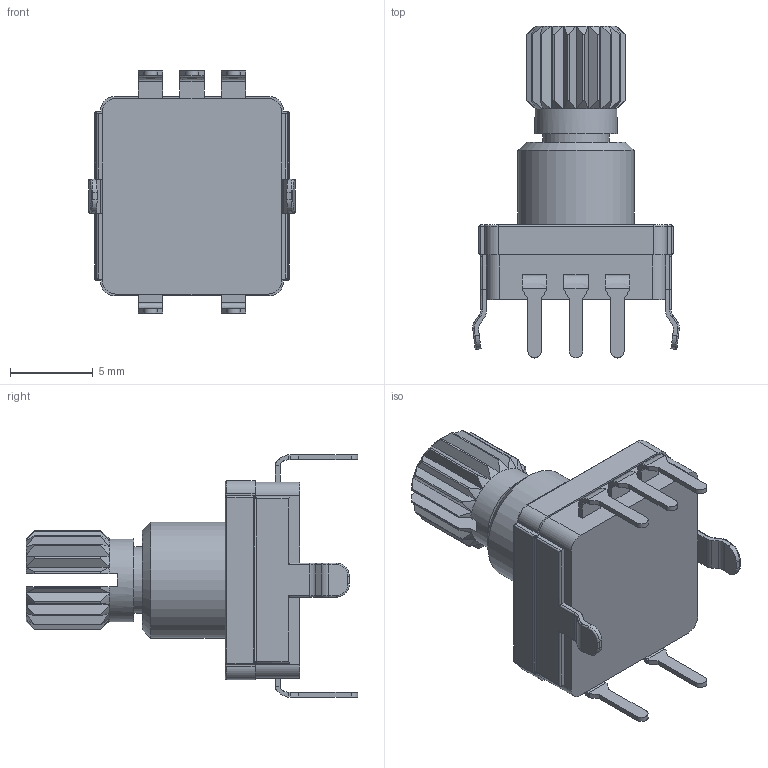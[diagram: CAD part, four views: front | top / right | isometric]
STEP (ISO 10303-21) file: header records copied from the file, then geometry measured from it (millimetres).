
FILE_DESCRIPTION(/* description */ (''),/* implementation_level */ '2;1');
FILE_NAME(/* name */ 'EC11E12-15P30C-SW.stp',/* time_stamp */ '2018-11-30T12:29:54+01:00',/* author */ ('zooley'),/* organization */ (''),/* preprocessor_version */ 'ST-DEVELOPER v15.6',/* originating_system */ 'Autodesk Inventor 2015',/* authorisation */ '');
FILE_SCHEMA (('AUTOMOTIVE_DESIGN { 1 0 10303 214 3 1 1 }'));
Length unit declared in the file: millimetre
Products named in the file (1): EC11E12-15P30C-SW
Bounding box: 12.47 x 20 x 14.6 mm (x, y, z)
Volume: 939.8 mm3; surface area: 917 mm2
Topology: 1 solids, 1 shells, 348 faces, 873 edges, 535 vertices
Faces by surface type: plane 173, cylinder 90, cone 41, torus 20, bspline 20, sphere 4
Full cylindrical faces by diameter (mm): 4 x1, 5 x1, 7 x1
Entity records: 10462 total; most frequent: CARTESIAN_POINT 2343, ORIENTED_EDGE 1736, DIRECTION 1658, EDGE_CURVE 868, AXIS2_PLACEMENT_3D 577, VERTEX_POINT 534, LINE 504, VECTOR 504
